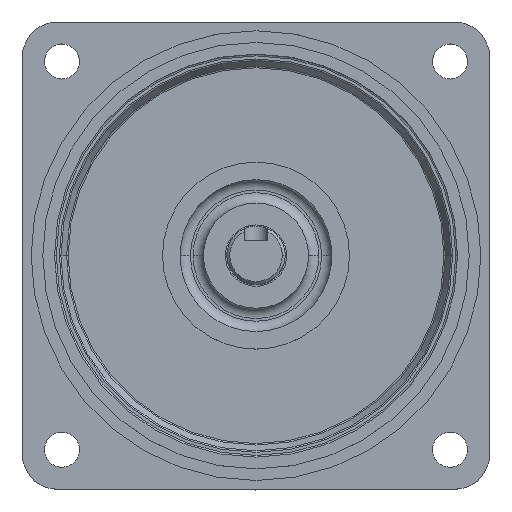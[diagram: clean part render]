
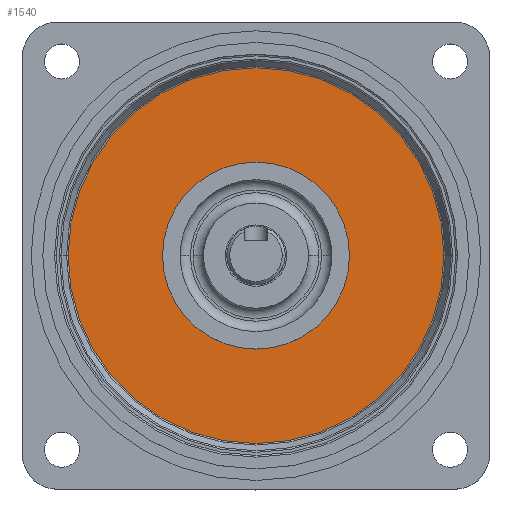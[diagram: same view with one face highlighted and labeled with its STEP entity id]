
A CAD part, top view. The second image highlights one B-rep face of the part: STEP entity #1540.
In plain terms, the highlighted planar face has unit normal (0, 0, 1).
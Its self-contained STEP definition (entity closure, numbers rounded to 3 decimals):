
#50 = AXIS2_PLACEMENT_3D ( 'NONE', #1326, #2796, #4211 ) ;
#127 = CIRCLE ( 'NONE', #50, 16. ) ;
#367 = DIRECTION ( 'NONE',  ( 1., 0., 0. ) ) ;
#541 = DIRECTION ( 'NONE',  ( 0., 0., -1. ) ) ;
#594 = EDGE_LOOP ( 'NONE', ( #1485, #2811 ) ) ;
#888 = FACE_OUTER_BOUND ( 'NONE', #4344, .T. ) ;
#1326 = CARTESIAN_POINT ( 'NONE',  ( -79.618, 10.161, 819.657 ) ) ;
#1373 = DIRECTION ( 'NONE',  ( 1., 0., 0. ) ) ;
#1473 = DIRECTION ( 'NONE',  ( 1., 0., 0. ) ) ;
#1485 = ORIENTED_EDGE ( 'NONE', *, *, #3701, .F. ) ;
#1488 = VERTEX_POINT ( 'NONE', #4490 ) ;
#1540 = ADVANCED_FACE ( 'NONE', ( #4169, #888 ), #2385, .F. ) ;
#1880 = CARTESIAN_POINT ( 'NONE',  ( -47.446, 10.161, 819.657 ) ) ;
#1977 = AXIS2_PLACEMENT_3D ( 'NONE', #3834, #541, #2022 ) ;
#2022 = DIRECTION ( 'NONE',  ( -1., 0., 0. ) ) ;
#2083 = AXIS2_PLACEMENT_3D ( 'NONE', #3202, #4593, #1373 ) ;
#2090 = CIRCLE ( 'NONE', #2083, 32.172 ) ;
#2219 = CARTESIAN_POINT ( 'NONE',  ( -79.618, 10.161, 819.657 ) ) ;
#2385 = PLANE ( 'NONE',  #1977 ) ;
#2650 = VERTEX_POINT ( 'NONE', #1880 ) ;
#2768 = AXIS2_PLACEMENT_3D ( 'NONE', #2219, #3676, #367 ) ;
#2796 = DIRECTION ( 'NONE',  ( 0., 0., 1. ) ) ;
#2811 = ORIENTED_EDGE ( 'NONE', *, *, #3450, .F. ) ;
#2825 = EDGE_CURVE ( 'NONE', #2650, #1488, #2090, .T. ) ;
#2834 = CIRCLE ( 'NONE', #2768, 16. ) ;
#2882 = VERTEX_POINT ( 'NONE', #4302 ) ;
#3057 = ORIENTED_EDGE ( 'NONE', *, *, #3428, .T. ) ;
#3152 = AXIS2_PLACEMENT_3D ( 'NONE', #3300, #4682, #1473 ) ;
#3202 = CARTESIAN_POINT ( 'NONE',  ( -79.618, 10.161, 819.657 ) ) ;
#3287 = CIRCLE ( 'NONE', #3152, 32.172 ) ;
#3300 = CARTESIAN_POINT ( 'NONE',  ( -79.618, 10.161, 819.657 ) ) ;
#3428 = EDGE_CURVE ( 'NONE', #1488, #2650, #3287, .T. ) ;
#3450 = EDGE_CURVE ( 'NONE', #3919, #2882, #2834, .T. ) ;
#3676 = DIRECTION ( 'NONE',  ( 0., 0., 1. ) ) ;
#3701 = EDGE_CURVE ( 'NONE', #2882, #3919, #127, .T. ) ;
#3834 = CARTESIAN_POINT ( 'NONE',  ( -79.618, 10.161, 819.657 ) ) ;
#3878 = ORIENTED_EDGE ( 'NONE', *, *, #2825, .T. ) ;
#3919 = VERTEX_POINT ( 'NONE', #4335 ) ;
#4169 = FACE_BOUND ( 'NONE', #594, .T. ) ;
#4211 = DIRECTION ( 'NONE',  ( 1., 0., 0. ) ) ;
#4302 = CARTESIAN_POINT ( 'NONE',  ( -63.618, 10.161, 819.657 ) ) ;
#4335 = CARTESIAN_POINT ( 'NONE',  ( -95.618, 10.161, 819.657 ) ) ;
#4344 = EDGE_LOOP ( 'NONE', ( #3878, #3057 ) ) ;
#4490 = CARTESIAN_POINT ( 'NONE',  ( -111.79, 10.161, 819.657 ) ) ;
#4593 = DIRECTION ( 'NONE',  ( 0., 0., 1. ) ) ;
#4682 = DIRECTION ( 'NONE',  ( 0., 0., 1. ) ) ;
